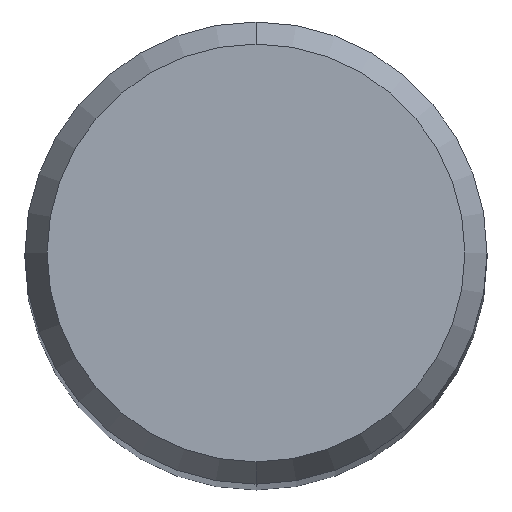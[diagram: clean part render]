
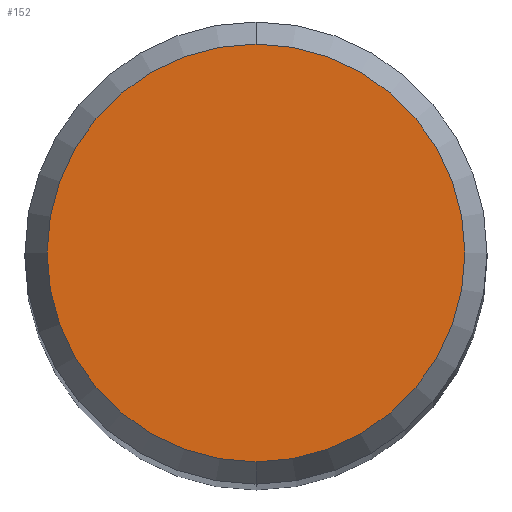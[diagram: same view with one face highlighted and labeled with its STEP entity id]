
A CAD part, top view. The second image highlights one B-rep face of the part: STEP entity #152.
In plain terms, the highlighted planar face has unit normal (0, 0, 1).
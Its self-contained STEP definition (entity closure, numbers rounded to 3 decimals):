
#116=EDGE_CURVE('',#192,#200,#256,.T.);
#122=EDGE_CURVE('',#200,#192,#263,.T.);
#152=ADVANCED_FACE('',(#298),#299,.T.);
#192=VERTEX_POINT('',#344);
#200=VERTEX_POINT('',#353);
#256=CIRCLE('',#410,2.158);
#263=CIRCLE('',#420,2.158);
#298=FACE_OUTER_BOUND('',#458,.T.);
#299=PLANE('',#459);
#344=CARTESIAN_POINT('',(0.,-2.158,0.01));
#353=CARTESIAN_POINT('',(0.0,2.158,0.01));
#410=AXIS2_PLACEMENT_3D('',#572,#573,#574);
#420=AXIS2_PLACEMENT_3D('',#584,#585,#586);
#458=EDGE_LOOP('',(#632,#633));
#459=AXIS2_PLACEMENT_3D('',#634,#635,#636);
#572=CARTESIAN_POINT('',(0.0,0.0,0.01));
#573=DIRECTION('',(0.0,0.0,-1.0));
#574=DIRECTION('',(0.0,1.0,0.0));
#584=CARTESIAN_POINT('',(0.0,0.0,0.01));
#585=DIRECTION('',(0.0,0.0,-1.0));
#586=DIRECTION('',(0.0,1.0,0.0));
#632=ORIENTED_EDGE('',*,*,#122,.F.);
#633=ORIENTED_EDGE('',*,*,#116,.F.);
#634=CARTESIAN_POINT('',(0.0,1.079,0.01));
#635=DIRECTION('',(-0.0,0.0,1.0));
#636=DIRECTION('',(0.0,-1.0,0.0));
